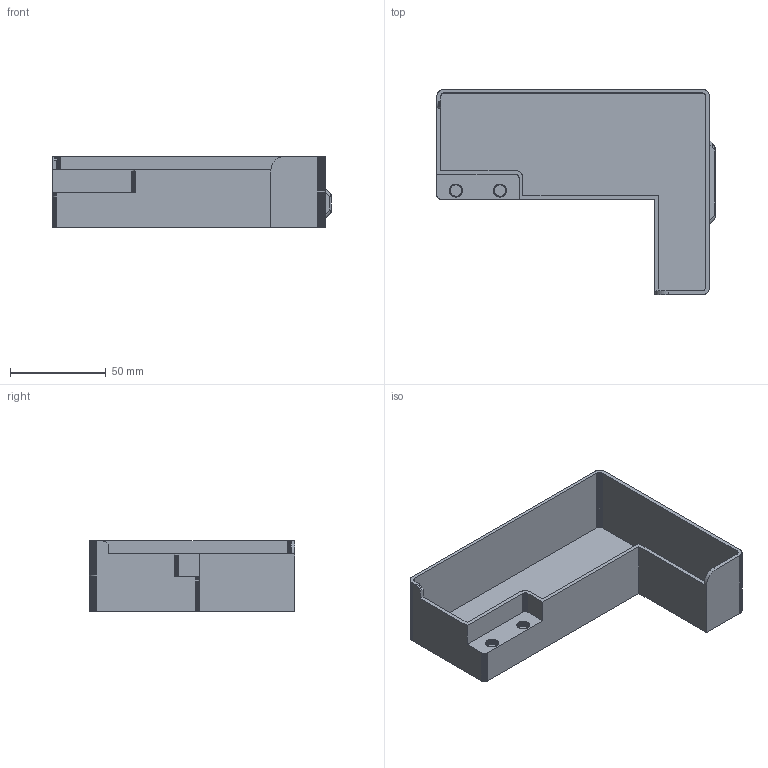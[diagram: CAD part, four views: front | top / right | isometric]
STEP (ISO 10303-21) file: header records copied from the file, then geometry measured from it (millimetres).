
FILE_DESCRIPTION(/* description */ (''),/* implementation_level */ '2;1');
FILE_NAME(/* name */ '',/* time_stamp */ '2025-07-16T10:30:12+03:00',/* author */ (''),/* organization */ (''),/* preprocessor_version */ 'ST-DEVELOPER v20.1',/* originating_system */ 'Autodesk Translation Framework v14.10.0.0',/* authorisation */ '');
FILE_SCHEMA (('AUTOMOTIVE_DESIGN { 1 0 10303 214 3 1 1 }'));
Length unit declared in the file: millimetre
Products named in the file (1): Ведро
Bounding box: 145.5 x 107.5 x 37 mm (x, y, z)
Volume: 60413.4 mm3; surface area: 51693.8 mm2
Topology: 1 solids, 1 shells, 591 faces, 1363 edges, 777 vertices
Faces by surface type: plane 562, bspline 16, cylinder 11, cone 2
Entity records: 17467 total; most frequent: CARTESIAN_POINT 4378, ORIENTED_EDGE 2722, DIRECTION 2533, EDGE_CURVE 1361, LINE 1301, VECTOR 1301, VERTEX_POINT 777, AXIS2_PLACEMENT_3D 616
